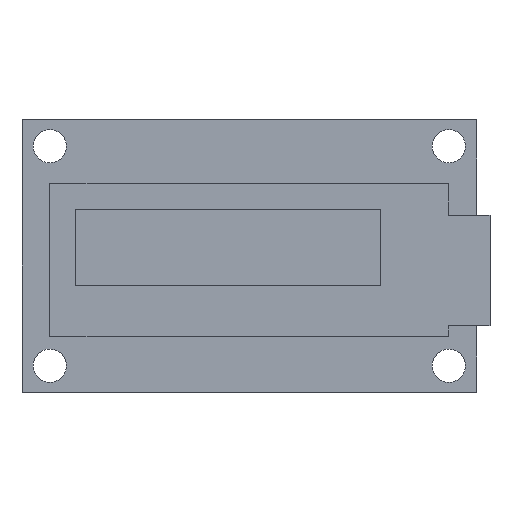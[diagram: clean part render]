
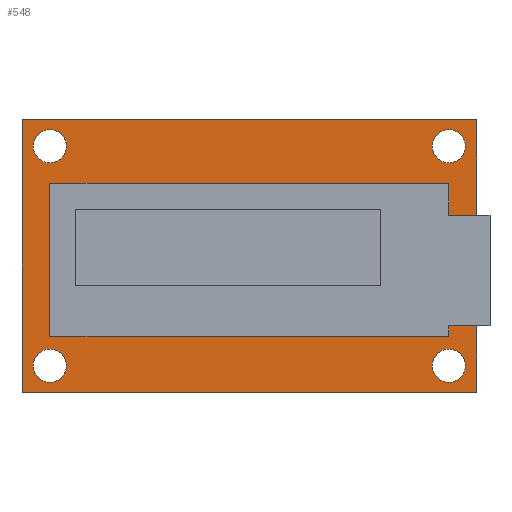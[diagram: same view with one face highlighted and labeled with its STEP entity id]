
A CAD part, top view. The second image highlights one B-rep face of the part: STEP entity #548.
In plain terms, the highlighted planar face has unit normal (0, 0, 1).
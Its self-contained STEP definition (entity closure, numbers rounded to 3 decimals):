
#18=FACE_BOUND('',#78,.T.);
#19=FACE_BOUND('',#79,.T.);
#20=FACE_BOUND('',#80,.T.);
#21=FACE_BOUND('',#81,.T.);
#27=CIRCLE('',#594,1.25);
#28=CIRCLE('',#595,1.25);
#29=CIRCLE('',#596,1.25);
#30=CIRCLE('',#597,1.25);
#31=CIRCLE('',#598,1.25);
#32=CIRCLE('',#599,1.25);
#33=CIRCLE('',#600,1.25);
#34=CIRCLE('',#601,1.25);
#52=FACE_OUTER_BOUND('',#77,.T.);
#77=EDGE_LOOP('',(#384,#385,#386,#387,#388,#389,#390,#391,#392,#393,#394,
#395));
#78=EDGE_LOOP('',(#396,#397));
#79=EDGE_LOOP('',(#398,#399));
#80=EDGE_LOOP('',(#400,#401));
#81=EDGE_LOOP('',(#402,#403));
#114=LINE('',#796,#172);
#123=LINE('',#815,#181);
#128=LINE('',#824,#186);
#131=LINE('',#830,#189);
#132=LINE('',#832,#190);
#133=LINE('',#834,#191);
#134=LINE('',#835,#192);
#135=LINE('',#837,#193);
#136=LINE('',#839,#194);
#137=LINE('',#841,#195);
#138=LINE('',#843,#196);
#139=LINE('',#844,#197);
#172=VECTOR('',#651,10.);
#181=VECTOR('',#664,10.);
#186=VECTOR('',#671,10.);
#189=VECTOR('',#676,10.);
#190=VECTOR('',#677,10.);
#191=VECTOR('',#678,10.);
#192=VECTOR('',#679,10.);
#193=VECTOR('',#680,10.);
#194=VECTOR('',#681,10.);
#195=VECTOR('',#682,10.);
#196=VECTOR('',#683,10.);
#197=VECTOR('',#684,10.);
#226=VERTEX_POINT('',#794);
#227=VERTEX_POINT('',#795);
#234=VERTEX_POINT('',#813);
#235=VERTEX_POINT('',#814);
#238=VERTEX_POINT('',#823);
#240=VERTEX_POINT('',#829);
#241=VERTEX_POINT('',#831);
#242=VERTEX_POINT('',#833);
#243=VERTEX_POINT('',#836);
#244=VERTEX_POINT('',#838);
#245=VERTEX_POINT('',#840);
#246=VERTEX_POINT('',#842);
#247=VERTEX_POINT('',#845);
#248=VERTEX_POINT('',#846);
#249=VERTEX_POINT('',#849);
#250=VERTEX_POINT('',#850);
#251=VERTEX_POINT('',#853);
#252=VERTEX_POINT('',#854);
#253=VERTEX_POINT('',#857);
#254=VERTEX_POINT('',#858);
#282=EDGE_CURVE('',#226,#227,#114,.T.);
#291=EDGE_CURVE('',#234,#235,#123,.T.);
#296=EDGE_CURVE('',#238,#234,#128,.T.);
#299=EDGE_CURVE('',#227,#240,#131,.T.);
#300=EDGE_CURVE('',#240,#241,#132,.T.);
#301=EDGE_CURVE('',#241,#242,#133,.T.);
#302=EDGE_CURVE('',#242,#238,#134,.T.);
#303=EDGE_CURVE('',#235,#243,#135,.T.);
#304=EDGE_CURVE('',#243,#244,#136,.T.);
#305=EDGE_CURVE('',#244,#245,#137,.T.);
#306=EDGE_CURVE('',#245,#246,#138,.T.);
#307=EDGE_CURVE('',#246,#226,#139,.T.);
#308=EDGE_CURVE('',#247,#248,#27,.T.);
#309=EDGE_CURVE('',#248,#247,#28,.T.);
#310=EDGE_CURVE('',#249,#250,#29,.T.);
#311=EDGE_CURVE('',#250,#249,#30,.T.);
#312=EDGE_CURVE('',#251,#252,#31,.T.);
#313=EDGE_CURVE('',#252,#251,#32,.T.);
#314=EDGE_CURVE('',#253,#254,#33,.T.);
#315=EDGE_CURVE('',#254,#253,#34,.T.);
#384=ORIENTED_EDGE('',*,*,#282,.T.);
#385=ORIENTED_EDGE('',*,*,#299,.T.);
#386=ORIENTED_EDGE('',*,*,#300,.T.);
#387=ORIENTED_EDGE('',*,*,#301,.T.);
#388=ORIENTED_EDGE('',*,*,#302,.T.);
#389=ORIENTED_EDGE('',*,*,#296,.T.);
#390=ORIENTED_EDGE('',*,*,#291,.T.);
#391=ORIENTED_EDGE('',*,*,#303,.T.);
#392=ORIENTED_EDGE('',*,*,#304,.T.);
#393=ORIENTED_EDGE('',*,*,#305,.T.);
#394=ORIENTED_EDGE('',*,*,#306,.T.);
#395=ORIENTED_EDGE('',*,*,#307,.T.);
#396=ORIENTED_EDGE('',*,*,#308,.T.);
#397=ORIENTED_EDGE('',*,*,#309,.T.);
#398=ORIENTED_EDGE('',*,*,#310,.T.);
#399=ORIENTED_EDGE('',*,*,#311,.T.);
#400=ORIENTED_EDGE('',*,*,#312,.T.);
#401=ORIENTED_EDGE('',*,*,#313,.T.);
#402=ORIENTED_EDGE('',*,*,#314,.T.);
#403=ORIENTED_EDGE('',*,*,#315,.T.);
#501=PLANE('',#593);
#548=ADVANCED_FACE('',(#52,#18,#19,#20,#21),#501,.T.);
#593=AXIS2_PLACEMENT_3D('',#828,#674,#675);
#594=AXIS2_PLACEMENT_3D('',#847,#685,#686);
#595=AXIS2_PLACEMENT_3D('',#848,#687,#688);
#596=AXIS2_PLACEMENT_3D('',#851,#689,#690);
#597=AXIS2_PLACEMENT_3D('',#852,#691,#692);
#598=AXIS2_PLACEMENT_3D('',#855,#693,#694);
#599=AXIS2_PLACEMENT_3D('',#856,#695,#696);
#600=AXIS2_PLACEMENT_3D('',#859,#697,#698);
#601=AXIS2_PLACEMENT_3D('',#860,#699,#700);
#651=DIRECTION('',(-1.,0.,0.));
#664=DIRECTION('',(1.,0.,0.));
#671=DIRECTION('',(0.,-1.,0.));
#674=DIRECTION('center_axis',(0.,0.,1.));
#675=DIRECTION('ref_axis',(1.,0.,0.));
#676=DIRECTION('',(0.,-1.,0.));
#677=DIRECTION('',(-1.,0.,0.));
#678=DIRECTION('',(0.,1.,0.));
#679=DIRECTION('',(1.,0.,0.));
#680=DIRECTION('',(0.,1.,0.));
#681=DIRECTION('',(-1.,0.,0.));
#682=DIRECTION('',(0.,-1.,0.));
#683=DIRECTION('',(1.,0.,0.));
#684=DIRECTION('',(0.,1.,0.));
#685=DIRECTION('center_axis',(0.,0.,-1.));
#686=DIRECTION('ref_axis',(1.,0.,0.));
#687=DIRECTION('center_axis',(0.,0.,-1.));
#688=DIRECTION('ref_axis',(1.,0.,0.));
#689=DIRECTION('center_axis',(0.,0.,-1.));
#690=DIRECTION('ref_axis',(1.,0.,0.));
#691=DIRECTION('center_axis',(0.,0.,-1.));
#692=DIRECTION('ref_axis',(1.,0.,0.));
#693=DIRECTION('center_axis',(0.,0.,-1.));
#694=DIRECTION('ref_axis',(1.,0.,0.));
#695=DIRECTION('center_axis',(0.,0.,-1.));
#696=DIRECTION('ref_axis',(1.,0.,0.));
#697=DIRECTION('center_axis',(0.,0.,-1.));
#698=DIRECTION('ref_axis',(1.,0.,0.));
#699=DIRECTION('center_axis',(0.,0.,-1.));
#700=DIRECTION('ref_axis',(1.,0.,0.));
#794=CARTESIAN_POINT('',(17.1,-5.25,1.6));
#795=CARTESIAN_POINT('',(15.,-5.25,1.6));
#796=CARTESIAN_POINT('',(9.05,-5.25,1.6));
#813=CARTESIAN_POINT('',(15.,3.05,1.6));
#814=CARTESIAN_POINT('',(17.1,3.05,1.6));
#815=CARTESIAN_POINT('',(7.5,3.05,1.6));
#823=CARTESIAN_POINT('',(15.,5.45,1.6));
#824=CARTESIAN_POINT('',(15.,-3.025,1.6));
#828=CARTESIAN_POINT('Origin',(0.,0.,
1.6));
#829=CARTESIAN_POINT('',(15.,-6.05,1.6));
#830=CARTESIAN_POINT('',(15.,-3.025,1.6));
#831=CARTESIAN_POINT('',(-15.,-6.05,1.6));
#832=CARTESIAN_POINT('',(-7.5,-6.05,1.6));
#833=CARTESIAN_POINT('',(-15.,5.45,1.6));
#834=CARTESIAN_POINT('',(-15.,2.725,1.6));
#835=CARTESIAN_POINT('',(7.5,5.45,1.6));
#836=CARTESIAN_POINT('',(17.1,10.25,1.6));
#837=CARTESIAN_POINT('',(17.1,10.25,1.6));
#838=CARTESIAN_POINT('',(-17.1,10.25,1.6));
#839=CARTESIAN_POINT('',(-17.1,10.25,1.6));
#840=CARTESIAN_POINT('',(-17.1,-10.25,1.6));
#841=CARTESIAN_POINT('',(-17.1,-10.25,1.6));
#842=CARTESIAN_POINT('',(17.1,-10.25,1.6));
#843=CARTESIAN_POINT('',(17.1,-10.25,1.6));
#844=CARTESIAN_POINT('',(17.1,10.25,1.6));
#845=CARTESIAN_POINT('',(-13.75,-8.25,1.6));
#846=CARTESIAN_POINT('',(-16.25,-8.25,1.6));
#847=CARTESIAN_POINT('Origin',(-15.,-8.25,1.6));
#848=CARTESIAN_POINT('Origin',(-15.,-8.25,1.6));
#849=CARTESIAN_POINT('',(16.25,8.25,1.6));
#850=CARTESIAN_POINT('',(13.75,8.25,1.6));
#851=CARTESIAN_POINT('Origin',(15.,8.25,1.6));
#852=CARTESIAN_POINT('Origin',(15.,8.25,1.6));
#853=CARTESIAN_POINT('',(-13.75,8.25,1.6));
#854=CARTESIAN_POINT('',(-16.25,8.25,1.6));
#855=CARTESIAN_POINT('Origin',(-15.,8.25,1.6));
#856=CARTESIAN_POINT('Origin',(-15.,8.25,1.6));
#857=CARTESIAN_POINT('',(16.25,-8.25,1.6));
#858=CARTESIAN_POINT('',(13.75,-8.25,1.6));
#859=CARTESIAN_POINT('Origin',(15.,-8.25,1.6));
#860=CARTESIAN_POINT('Origin',(15.,-8.25,1.6));
